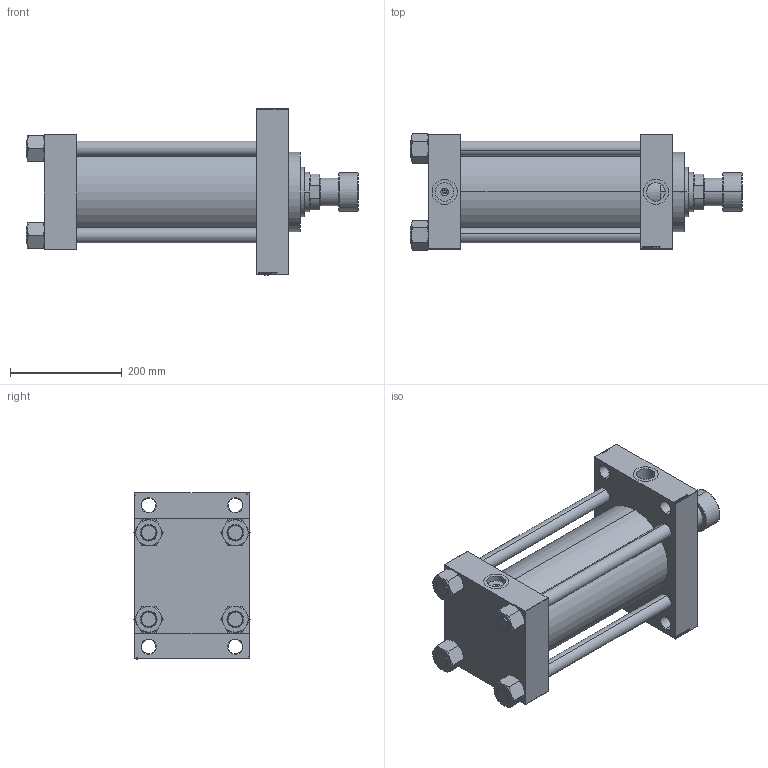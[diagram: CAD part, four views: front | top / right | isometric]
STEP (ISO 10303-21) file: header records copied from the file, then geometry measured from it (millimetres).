
FILE_DESCRIPTION (( 'STEP AP203' ), '1' );
FILE_NAME ('f55b.STEP', '2022-04-16T13:26:36', ( '' ), ( '' ), 'SwSTEP 2.0', 'SolidWorks 2019', '' );
FILE_SCHEMA (( 'CONFIG_CONTROL_DESIGN' ));
Length unit declared in the file: millimetre
Products named in the file (7): V215CR_D_TYCINKA acc4982576beb86d8c2ad083b6727b99; V215_VC_A acc4982576beb86d8c2ad083b6727b99; V215CR_D_Body acc4982576beb86d8c2ad083b6727b99; V215CR_ROD_END_F acc4982576beb86d8c2ad083b6727b99; V215CR_VCP_D acc4982576beb86d8c2ad083b6727b99; NUT_M5_D acc4982576beb86d8c2ad083b6727b99; f55b
Assembly tree (12 placements, depth 2):
  f55b
    V215CR_D_Body acc4982576beb86d8c2ad083b6727b99
    V215CR_VCP_D acc4982576beb86d8c2ad083b6727b99
    NUT_M5_D acc4982576beb86d8c2ad083b6727b99  x4
    V215CR_D_TYCINKA acc4982576beb86d8c2ad083b6727b99  x4
    V215_VC_A acc4982576beb86d8c2ad083b6727b99
    V215CR_ROD_END_F acc4982576beb86d8c2ad083b6727b99
Bounding box: 594 x 208.14 x 297 mm (x, y, z)
Volume: 9811316.7 mm3; surface area: 1113789.7 mm2
Topology: 12 solids, 12 shells, 1168 faces, 2943 edges, 1913 vertices
Faces by surface type: plane 550, bspline 368, cone 142, cylinder 96, torus 12
Entity records: 48308 total; most frequent: CARTESIAN_POINT 25304, ORIENTED_EDGE 5150, DIRECTION 3359, EDGE_CURVE 2575, VERTEX_POINT 1691, LINE 1535, VECTOR 1535, EDGE_LOOP 1146
